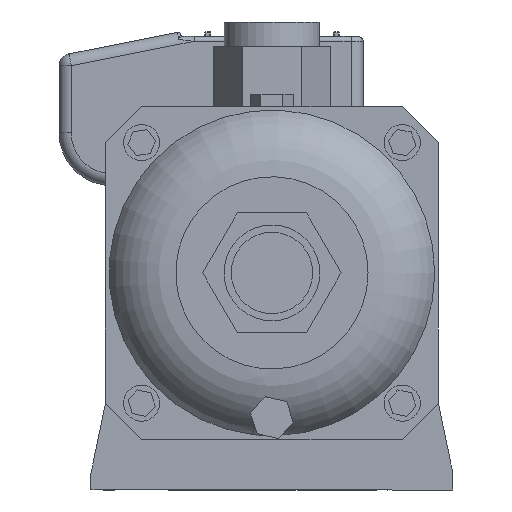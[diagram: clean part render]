
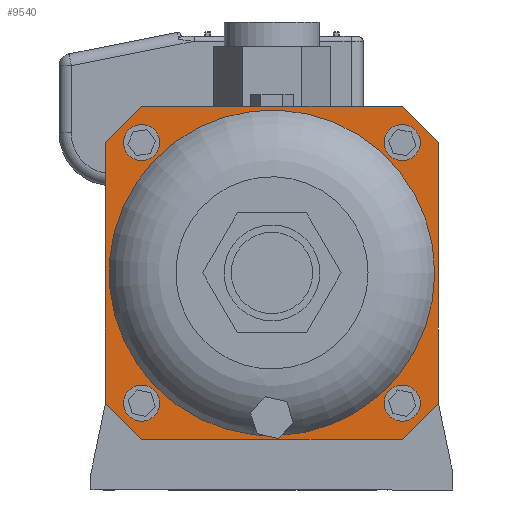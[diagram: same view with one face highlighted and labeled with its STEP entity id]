
A CAD part, left-side view. The second image highlights one B-rep face of the part: STEP entity #9540.
In plain terms, the highlighted planar face has unit normal (-1, 0, 0).
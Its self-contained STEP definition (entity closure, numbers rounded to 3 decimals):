
#199=FACE_BOUND($,#1526,.T.);
#200=FACE_BOUND($,#1527,.T.);
#201=FACE_BOUND($,#1528,.T.);
#202=FACE_BOUND($,#1529,.T.);
#203=FACE_BOUND($,#1530,.T.);
#473=PLANE($,#10369);
#931=FACE_OUTER_BOUND($,#1525,.T.);
#1525=EDGE_LOOP($,(#8131,#8132,#8133,#8134,#8135,#8136,#8137,#8138));
#1526=EDGE_LOOP($,(#8139,#8140));
#1527=EDGE_LOOP($,(#8141));
#1528=EDGE_LOOP($,(#8142));
#1529=EDGE_LOOP($,(#8143));
#1530=EDGE_LOOP($,(#8144));
#2043=CIRCLE($,#10368,7.85);
#2044=CIRCLE($,#10370,67.5);
#2045=CIRCLE($,#10371,7.5);
#2046=CIRCLE($,#10372,7.5);
#2047=CIRCLE($,#10373,7.5);
#2048=CIRCLE($,#10374,7.5);
#2802=LINE($,#16000,#3704);
#2803=LINE($,#16002,#3705);
#2804=LINE($,#16004,#3706);
#2805=LINE($,#16006,#3707);
#2806=LINE($,#16008,#3708);
#2807=LINE($,#16010,#3709);
#2808=LINE($,#16012,#3710);
#2809=LINE($,#16013,#3711);
#3704=VECTOR($,#12516,21.213);
#3705=VECTOR($,#12517,108.);
#3706=VECTOR($,#12518,21.213);
#3707=VECTOR($,#12519,108.);
#3708=VECTOR($,#12520,21.213);
#3709=VECTOR($,#12521,108.);
#3710=VECTOR($,#12522,21.213);
#3711=VECTOR($,#12523,108.);
#4612=VERTEX_POINT($,#15924);
#4613=VERTEX_POINT($,#15925);
#4614=VERTEX_POINT($,#15998);
#4615=VERTEX_POINT($,#15999);
#4616=VERTEX_POINT($,#16001);
#4617=VERTEX_POINT($,#16003);
#4618=VERTEX_POINT($,#16005);
#4619=VERTEX_POINT($,#16007);
#4620=VERTEX_POINT($,#16009);
#4621=VERTEX_POINT($,#16011);
#4622=VERTEX_POINT($,#16015);
#4623=VERTEX_POINT($,#16017);
#4624=VERTEX_POINT($,#16019);
#4625=VERTEX_POINT($,#16021);
#5823=EDGE_CURVE($,#4613,#4612,#2043,.T.);
#5824=EDGE_CURVE($,#4614,#4615,#2802,.T.);
#5825=EDGE_CURVE($,#4614,#4616,#2803,.T.);
#5826=EDGE_CURVE($,#4617,#4616,#2804,.T.);
#5827=EDGE_CURVE($,#4617,#4618,#2805,.T.);
#5828=EDGE_CURVE($,#4619,#4618,#2806,.T.);
#5829=EDGE_CURVE($,#4619,#4620,#2807,.T.);
#5830=EDGE_CURVE($,#4621,#4620,#2808,.T.);
#5831=EDGE_CURVE($,#4621,#4615,#2809,.T.);
#5832=EDGE_CURVE($,#4613,#4612,#2044,.T.);
#5833=EDGE_CURVE($,#4622,#4622,#2045,.T.);
#5834=EDGE_CURVE($,#4623,#4623,#2046,.T.);
#5835=EDGE_CURVE($,#4624,#4624,#2047,.T.);
#5836=EDGE_CURVE($,#4625,#4625,#2048,.T.);
#8131=ORIENTED_EDGE($,*,*,#5824,.F.);
#8132=ORIENTED_EDGE($,*,*,#5825,.T.);
#8133=ORIENTED_EDGE($,*,*,#5826,.F.);
#8134=ORIENTED_EDGE($,*,*,#5827,.T.);
#8135=ORIENTED_EDGE($,*,*,#5828,.F.);
#8136=ORIENTED_EDGE($,*,*,#5829,.T.);
#8137=ORIENTED_EDGE($,*,*,#5830,.F.);
#8138=ORIENTED_EDGE($,*,*,#5831,.T.);
#8139=ORIENTED_EDGE($,*,*,#5823,.T.);
#8140=ORIENTED_EDGE($,*,*,#5832,.F.);
#8141=ORIENTED_EDGE($,*,*,#5833,.T.);
#8142=ORIENTED_EDGE($,*,*,#5834,.T.);
#8143=ORIENTED_EDGE($,*,*,#5835,.T.);
#8144=ORIENTED_EDGE($,*,*,#5836,.T.);
#9540=ADVANCED_FACE($,(#931,#199,#200,#201,#202,#203),#473,.T.);
#10368=AXIS2_PLACEMENT_3D($,#15996,#12512,#12513);
#10369=AXIS2_PLACEMENT_3D($,#15997,#12514,#12515);
#10370=AXIS2_PLACEMENT_3D($,#16014,#12524,#12525);
#10371=AXIS2_PLACEMENT_3D($,#16016,#12526,#12527);
#10372=AXIS2_PLACEMENT_3D($,#16018,#12528,#12529);
#10373=AXIS2_PLACEMENT_3D($,#16020,#12530,#12531);
#10374=AXIS2_PLACEMENT_3D($,#16022,#12532,#12533);
#12512=DIRECTION('center_axis',(1.,0.,0.));
#12513=DIRECTION('ref_axis',(0.,1.,0.));
#12514=DIRECTION('center_axis',(-1.,0.,0.));
#12515=DIRECTION('ref_axis',(0.,-1.,0.));
#12516=DIRECTION($,(0.,0.707,0.707));
#12517=DIRECTION($,(0.,-1.,0.));
#12518=DIRECTION($,(0.,0.707,-0.707));
#12519=DIRECTION($,(0.,0.,1.));
#12520=DIRECTION($,(0.,-0.707,-0.707));
#12521=DIRECTION($,(0.,1.,0.));
#12522=DIRECTION($,(0.,-0.707,0.707));
#12523=DIRECTION($,(0.,0.,-1.));
#12524=DIRECTION('center_axis',(-1.,0.,0.));
#12525=DIRECTION('ref_axis',(0.,-1.,0.));
#12526=DIRECTION('center_axis',(1.,0.,0.));
#12527=DIRECTION('ref_axis',(0.,1.,0.));
#12528=DIRECTION('center_axis',(1.,0.,0.));
#12529=DIRECTION('ref_axis',(0.,1.,0.));
#12530=DIRECTION('center_axis',(1.,0.,0.));
#12531=DIRECTION('ref_axis',(0.,1.,0.));
#12532=DIRECTION('center_axis',(1.,0.,0.));
#12533=DIRECTION('ref_axis',(0.,1.,0.));
#15924=CARTESIAN_POINT('',(-144.627,2.458,22.545));
#15925=CARTESIAN_POINT('',(-144.627,-2.458,22.545));
#15996=CARTESIAN_POINT('Origin',(-144.627,0.,30.));
#15997=CARTESIAN_POINT('Origin',(-144.627,0.,90.));
#15998=CARTESIAN_POINT('',(-144.627,54.,21.));
#15999=CARTESIAN_POINT('',(-144.627,69.,36.));
#16000=CARTESIAN_POINT($,(-144.627,61.5,28.5));
#16001=CARTESIAN_POINT('',(-144.627,-54.,21.));
#16002=CARTESIAN_POINT($,(-144.627,69.,21.));
#16003=CARTESIAN_POINT('',(-144.627,-69.,36.));
#16004=CARTESIAN_POINT($,(-144.627,-61.5,28.5));
#16005=CARTESIAN_POINT('',(-144.627,-69.,144.));
#16006=CARTESIAN_POINT($,(-144.627,-69.,21.));
#16007=CARTESIAN_POINT('',(-144.627,-54.,159.));
#16008=CARTESIAN_POINT($,(-144.627,-61.5,151.5));
#16009=CARTESIAN_POINT('',(-144.627,54.,159.));
#16010=CARTESIAN_POINT($,(-144.627,-69.,159.));
#16011=CARTESIAN_POINT('',(-144.627,69.,144.));
#16012=CARTESIAN_POINT($,(-144.627,61.5,151.5));
#16013=CARTESIAN_POINT($,(-144.627,69.,159.));
#16014=CARTESIAN_POINT('Origin',(-144.627,0.,90.));
#16015=CARTESIAN_POINT('',(-144.627,46.5,144.));
#16016=CARTESIAN_POINT('Origin',(-144.627,54.,144.));
#16017=CARTESIAN_POINT('',(-144.627,-61.5,144.));
#16018=CARTESIAN_POINT('Origin',(-144.627,-54.,144.));
#16019=CARTESIAN_POINT('',(-144.627,46.5,36.));
#16020=CARTESIAN_POINT('Origin',(-144.627,54.,36.));
#16021=CARTESIAN_POINT('',(-144.627,-61.5,36.));
#16022=CARTESIAN_POINT('Origin',(-144.627,-54.,36.));
